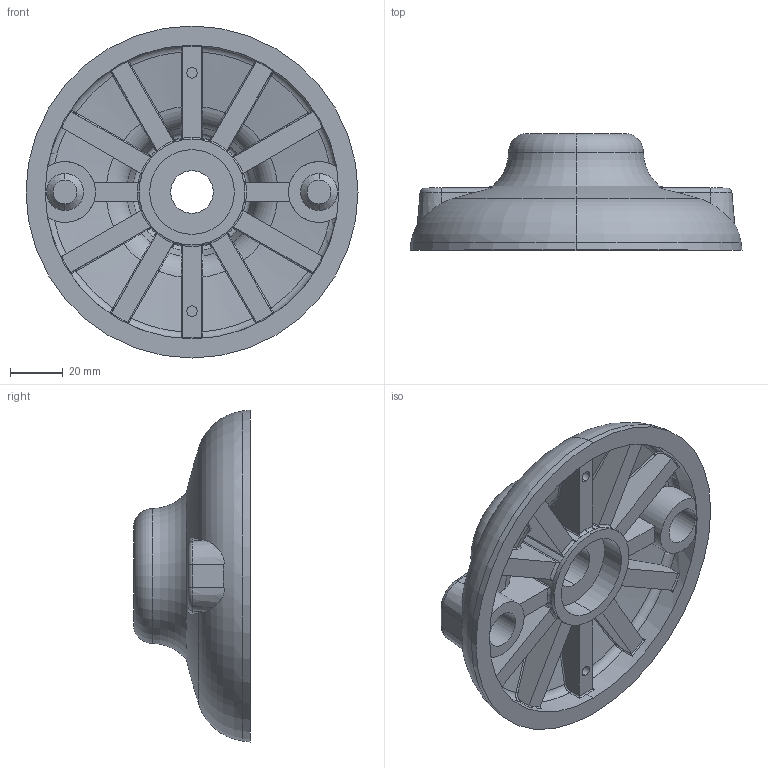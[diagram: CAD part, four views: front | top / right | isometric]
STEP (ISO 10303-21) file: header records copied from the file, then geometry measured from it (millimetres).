
FILE_DESCRIPTION (( 'STEP AP214' ), '1' );
FILE_NAME ('098k125kbz.STEP', '2014-08-12T12:48:16', ( '' ), ( '' ), 'SwSTEP 2.0', 'SolidWorks 2014', '' );
FILE_SCHEMA (( 'AUTOMOTIVE_DESIGN' ));
Length unit declared in the file: millimetre
Products named in the file (1): 098k125kbz
Bounding box: 125.48 x 44.08 x 125.48 mm (x, y, z)
Volume: 176020.9 mm3; surface area: 52279.9 mm2
Topology: 1 solids, 1 shells, 392 faces, 988 edges, 588 vertices
Faces by surface type: bspline 104, torus 93, cylinder 85, plane 58, cone 36, sphere 16
Entity records: 16185 total; most frequent: CARTESIAN_POINT 7771, ORIENTED_EDGE 1912, DIRECTION 1609, EDGE_CURVE 956, AXIS2_PLACEMENT_3D 718, VERTEX_POINT 572, CIRCLE 429, EDGE_LOOP 400
